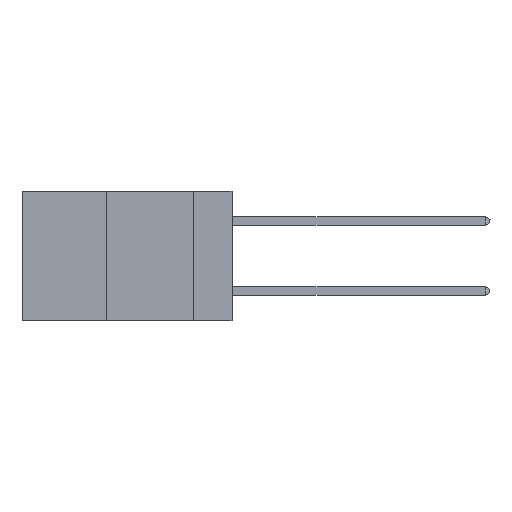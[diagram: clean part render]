
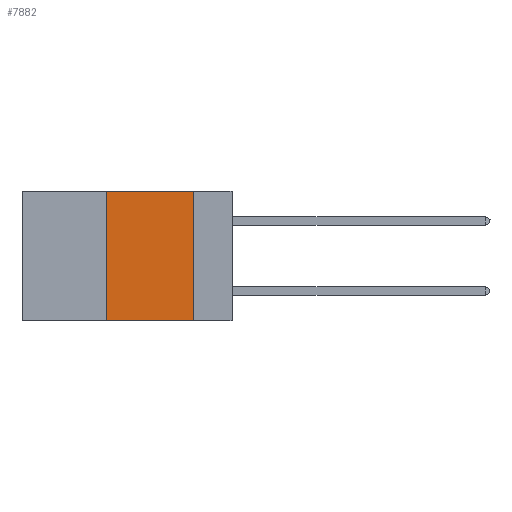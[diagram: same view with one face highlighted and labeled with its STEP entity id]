
A CAD part, left-side view. The second image highlights one B-rep face of the part: STEP entity #7882.
In plain terms, the highlighted planar face has unit normal (-1, 0, 0).
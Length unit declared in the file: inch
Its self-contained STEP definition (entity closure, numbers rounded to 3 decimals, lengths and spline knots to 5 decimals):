
#499 = CARTESIAN_POINT ( 'NONE',  ( 0., 0.6, 0. ) ) ;
#858 = CARTESIAN_POINT ( 'NONE',  ( 0., 0.11, 0. ) ) ;
#1056 = ORIENTED_EDGE ( 'NONE', *, *, #7491, .F. ) ;
#1071 = LINE ( 'NONE', #2982, #9626 ) ;
#1617 = CARTESIAN_POINT ( 'NONE',  ( 0., 0.6, -0.37 ) ) ;
#1702 = ORIENTED_EDGE ( 'NONE', *, *, #11164, .F. ) ;
#1720 = EDGE_CURVE ( 'NONE', #7295, #8596, #6828, .T. ) ;
#1853 = ORIENTED_EDGE ( 'NONE', *, *, #1720, .T. ) ;
#2283 = PLANE ( 'NONE',  #6488 ) ;
#2982 = CARTESIAN_POINT ( 'NONE',  ( 0., 0.36, 0. ) ) ;
#4136 = VECTOR ( 'NONE', #10982, 39.37008 ) ;
#4274 = DIRECTION ( 'NONE',  ( 0., -1., 0. ) ) ;
#4866 = VERTEX_POINT ( 'NONE', #8268 ) ;
#5447 = DIRECTION ( 'NONE',  ( 0., 0., 1. ) ) ;
#5920 = VECTOR ( 'NONE', #10284, 39.37008 ) ;
#6488 = AXIS2_PLACEMENT_3D ( 'NONE', #6792, #9350, #8420 ) ;
#6505 = EDGE_CURVE ( 'NONE', #7295, #4866, #1071, .T. ) ;
#6792 = CARTESIAN_POINT ( 'NONE',  ( 0., 0.6, 0. ) ) ;
#6828 = LINE ( 'NONE', #1617, #11211 ) ;
#7177 = VERTEX_POINT ( 'NONE', #858 ) ;
#7295 = VERTEX_POINT ( 'NONE', #10840 ) ;
#7459 = ORIENTED_EDGE ( 'NONE', *, *, #6505, .F. ) ;
#7491 = EDGE_CURVE ( 'NONE', #7177, #8596, #10232, .T. ) ;
#7882 = ADVANCED_FACE ( 'NONE', ( #9531 ), #2283, .F. ) ;
#8268 = CARTESIAN_POINT ( 'NONE',  ( 0., 0.36, 0. ) ) ;
#8420 = DIRECTION ( 'NONE',  ( 0., 0., -1. ) ) ;
#8596 = VERTEX_POINT ( 'NONE', #10027 ) ;
#9158 = EDGE_LOOP ( 'NONE', ( #1056, #1702, #7459, #1853 ) ) ;
#9261 = LINE ( 'NONE', #499, #4136 ) ;
#9350 = DIRECTION ( 'NONE',  ( 1., 0., 0. ) ) ;
#9531 = FACE_OUTER_BOUND ( 'NONE', #9158, .T. ) ;
#9626 = VECTOR ( 'NONE', #5447, 39.37008 ) ;
#10027 = CARTESIAN_POINT ( 'NONE',  ( 0., 0.11, -0.37 ) ) ;
#10232 = LINE ( 'NONE', #11081, #5920 ) ;
#10284 = DIRECTION ( 'NONE',  ( 0., 0., -1. ) ) ;
#10840 = CARTESIAN_POINT ( 'NONE',  ( 0., 0.36, -0.37 ) ) ;
#10982 = DIRECTION ( 'NONE',  ( 0., -1., 0. ) ) ;
#11081 = CARTESIAN_POINT ( 'NONE',  ( 0., 0.11, 0. ) ) ;
#11164 = EDGE_CURVE ( 'NONE', #4866, #7177, #9261, .T. ) ;
#11211 = VECTOR ( 'NONE', #4274, 39.37008 ) ;
